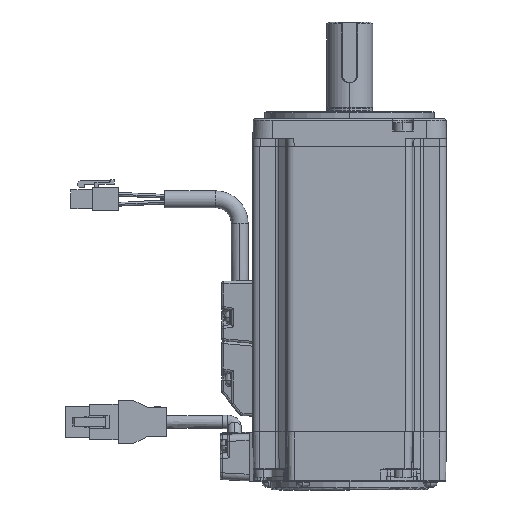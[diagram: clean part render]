
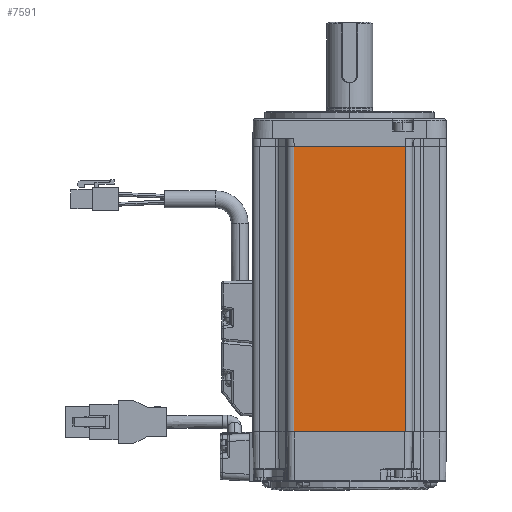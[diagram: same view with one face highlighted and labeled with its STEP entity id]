
A CAD part, left-side view. The second image highlights one B-rep face of the part: STEP entity #7591.
In plain terms, the highlighted planar face has unit normal (-1, 0, 0).
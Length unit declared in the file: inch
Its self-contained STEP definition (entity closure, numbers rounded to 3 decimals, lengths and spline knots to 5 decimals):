
#1232 = B_SPLINE_CURVE_WITH_KNOTS ( 'NONE', 3,
 ( #18038, #17668, #36989, #3556 ),
 .UNSPECIFIED., .F., .F.,
 ( 4, 4 ),
 ( 0., 1. ),
 .UNSPECIFIED. ) ;
#1582 = EDGE_CURVE ( 'NONE', #26874, #5990, #6882, .T. ) ;
#1842 = CARTESIAN_POINT ( 'NONE',  ( -1.5748, 0.90305, 4.63386 ) ) ;
#1934 = EDGE_CURVE ( 'NONE', #33245, #30103, #27167, .T. ) ;
#2523 = VECTOR ( 'NONE', #24332, 39.37008 ) ;
#3089 = EDGE_CURVE ( 'NONE', #7845, #30103, #33968, .T. ) ;
#3556 = CARTESIAN_POINT ( 'NONE',  ( -1.5748, 0.90312, 4.63386 ) ) ;
#3663 = VERTEX_POINT ( 'NONE', #5425 ) ;
#3792 = FACE_OUTER_BOUND ( 'NONE', #18974, .T. ) ;
#4173 = DIRECTION ( 'NONE',  ( -1., 0., 0. ) ) ;
#4190 = ORIENTED_EDGE ( 'NONE', *, *, #3089, .F. ) ;
#4667 = CARTESIAN_POINT ( 'NONE',  ( -1.5748, 0.90312, 4.63386 ) ) ;
#5425 = CARTESIAN_POINT ( 'NONE',  ( -1.5748, 0.90551, 0. ) ) ;
#5678 = CARTESIAN_POINT ( 'NONE',  ( -1.5748, 0., 0. ) ) ;
#5772 = CARTESIAN_POINT ( 'NONE',  ( -1.5748, -0.90312, 4.63386 ) ) ;
#5990 = VERTEX_POINT ( 'NONE', #26944 ) ;
#6033 = ORIENTED_EDGE ( 'NONE', *, *, #14714, .T. ) ;
#6609 = B_SPLINE_CURVE_WITH_KNOTS ( 'NONE', 3,
 ( #14404, #20239, #29109, #5772 ),
 .UNSPECIFIED., .F., .F.,
 ( 4, 4 ),
 ( 0., 1. ),
 .UNSPECIFIED. ) ;
#6626 = CARTESIAN_POINT ( 'NONE',  ( -1.5748, 1.02362, 0. ) ) ;
#6748 = CARTESIAN_POINT ( 'NONE',  ( -1.5748, 0.9031, 4.63386 ) ) ;
#6882 = LINE ( 'NONE', #29669, #23533 ) ;
#7591 = ADVANCED_FACE ( 'NONE', ( #3792 ), #29967, .T. ) ;
#7845 = VERTEX_POINT ( 'NONE', #34857 ) ;
#8041 = EDGE_CURVE ( 'NONE', #3663, #26874, #35981, .T. ) ;
#8732 = AXIS2_PLACEMENT_3D ( 'NONE', #6626, #4173, #10002 ) ;
#8912 = ORIENTED_EDGE ( 'NONE', *, *, #36204, .F. ) ;
#9166 = CARTESIAN_POINT ( 'NONE',  ( -1.5748, 0.90312, 4.63386 ) ) ;
#9479 = EDGE_CURVE ( 'NONE', #28973, #22523, #13293, .T. ) ;
#10002 = DIRECTION ( 'NONE',  ( 0., 0., 1. ) ) ;
#10476 = DIRECTION ( 'NONE',  ( 0., 1., 0. ) ) ;
#10933 = CARTESIAN_POINT ( 'NONE',  ( -1.5748, 0.89811, 0. ) ) ;
#11069 = ORIENTED_EDGE ( 'NONE', *, *, #1582, .T. ) ;
#11381 = CARTESIAN_POINT ( 'NONE',  ( -1.57479, 0.90551, 4.63386 ) ) ;
#11509 = EDGE_CURVE ( 'NONE', #5990, #33245, #28655, .T. ) ;
#12841 = CARTESIAN_POINT ( 'NONE',  ( -1.5748, -0.90551, 0. ) ) ;
#12966 = DIRECTION ( 'NONE',  ( 0., -1., 0. ) ) ;
#13293 = LINE ( 'NONE', #19486, #26855 ) ;
#14404 = CARTESIAN_POINT ( 'NONE',  ( -1.5748, -0.90305, 4.63386 ) ) ;
#14633 = ORIENTED_EDGE ( 'NONE', *, *, #1934, .T. ) ;
#14714 = EDGE_CURVE ( 'NONE', #33849, #3663, #35921, .T. ) ;
#15259 = EDGE_CURVE ( 'NONE', #33849, #25953, #1232, .T. ) ;
#15807 = CARTESIAN_POINT ( 'NONE',  ( -1.57479, -0.90472, 4.63386 ) ) ;
#17668 = CARTESIAN_POINT ( 'NONE',  ( -1.57479, 0.90472, 4.63386 ) ) ;
#18038 = CARTESIAN_POINT ( 'NONE',  ( -1.57479, 0.90551, 4.63386 ) ) ;
#18801 = ORIENTED_EDGE ( 'NONE', *, *, #27415, .F. ) ;
#18974 = EDGE_LOOP ( 'NONE', ( #34725, #11069, #29420, #14633, #4190, #18801, #35468, #8912, #27205, #6033 ) ) ;
#19486 = CARTESIAN_POINT ( 'NONE',  ( -1.5748, 1.02362, 4.63386 ) ) ;
#19961 = B_SPLINE_CURVE_WITH_KNOTS ( 'NONE', 3,
 ( #4667, #6748, #33494, #1842 ),
 .UNSPECIFIED., .F., .F.,
 ( 4, 4 ),
 ( 0., 1. ),
 .UNSPECIFIED. ) ;
#20146 = DIRECTION ( 'NONE',  ( 0., -1., 0. ) ) ;
#20239 = CARTESIAN_POINT ( 'NONE',  ( -1.5748, -0.90308, 4.63386 ) ) ;
#20809 = DIRECTION ( 'NONE',  ( 0., 0., -1. ) ) ;
#21266 = CARTESIAN_POINT ( 'NONE',  ( -1.5748, -0.90392, 4.63386 ) ) ;
#22523 = VERTEX_POINT ( 'NONE', #25364 ) ;
#23132 = VECTOR ( 'NONE', #12966, 39.37008 ) ;
#23533 = VECTOR ( 'NONE', #26843, 39.37008 ) ;
#23830 = CARTESIAN_POINT ( 'NONE',  ( -1.5748, 0.90551, 0. ) ) ;
#24254 = CARTESIAN_POINT ( 'NONE',  ( -1.5748, -0.90551, 0. ) ) ;
#24332 = DIRECTION ( 'NONE',  ( 0., 0., 1. ) ) ;
#25364 = CARTESIAN_POINT ( 'NONE',  ( -1.5748, 0.90305, 4.63386 ) ) ;
#25953 = VERTEX_POINT ( 'NONE', #9166 ) ;
#26320 = VECTOR ( 'NONE', #20146, 39.37008 ) ;
#26843 = DIRECTION ( 'NONE',  ( 0., -1., 0. ) ) ;
#26855 = VECTOR ( 'NONE', #10476, 39.37008 ) ;
#26874 = VERTEX_POINT ( 'NONE', #10933 ) ;
#26944 = CARTESIAN_POINT ( 'NONE',  ( -1.5748, -0.89811, 0. ) ) ;
#27167 = LINE ( 'NONE', #12841, #2523 ) ;
#27205 = ORIENTED_EDGE ( 'NONE', *, *, #15259, .F. ) ;
#27415 = EDGE_CURVE ( 'NONE', #28973, #7845, #6609, .T. ) ;
#27662 = CARTESIAN_POINT ( 'NONE',  ( -1.5748, 1.02362, 0. ) ) ;
#28461 = CARTESIAN_POINT ( 'NONE',  ( -1.57479, -0.90551, 4.63386 ) ) ;
#28655 = LINE ( 'NONE', #5678, #26320 ) ;
#28973 = VERTEX_POINT ( 'NONE', #31270 ) ;
#29109 = CARTESIAN_POINT ( 'NONE',  ( -1.5748, -0.9031, 4.63386 ) ) ;
#29420 = ORIENTED_EDGE ( 'NONE', *, *, #11509, .T. ) ;
#29669 = CARTESIAN_POINT ( 'NONE',  ( -1.5748, 1.02362, 0. ) ) ;
#29967 = PLANE ( 'NONE',  #8732 ) ;
#30103 = VERTEX_POINT ( 'NONE', #28461 ) ;
#30322 = CARTESIAN_POINT ( 'NONE',  ( -1.5748, -0.90312, 4.63386 ) ) ;
#30899 = VECTOR ( 'NONE', #20809, 39.37008 ) ;
#31270 = CARTESIAN_POINT ( 'NONE',  ( -1.5748, -0.90305, 4.63386 ) ) ;
#32981 = CARTESIAN_POINT ( 'NONE',  ( -1.57479, -0.90551, 4.63386 ) ) ;
#33245 = VERTEX_POINT ( 'NONE', #24254 ) ;
#33494 = CARTESIAN_POINT ( 'NONE',  ( -1.5748, 0.90308, 4.63386 ) ) ;
#33849 = VERTEX_POINT ( 'NONE', #11381 ) ;
#33968 = B_SPLINE_CURVE_WITH_KNOTS ( 'NONE', 3,
 ( #30322, #21266, #15807, #32981 ),
 .UNSPECIFIED., .F., .F.,
 ( 4, 4 ),
 ( 0., 1. ),
 .UNSPECIFIED. ) ;
#34725 = ORIENTED_EDGE ( 'NONE', *, *, #8041, .T. ) ;
#34857 = CARTESIAN_POINT ( 'NONE',  ( -1.5748, -0.90312, 4.63386 ) ) ;
#35468 = ORIENTED_EDGE ( 'NONE', *, *, #9479, .T. ) ;
#35921 = LINE ( 'NONE', #23830, #30899 ) ;
#35981 = LINE ( 'NONE', #27662, #23132 ) ;
#36204 = EDGE_CURVE ( 'NONE', #25953, #22523, #19961, .T. ) ;
#36989 = CARTESIAN_POINT ( 'NONE',  ( -1.5748, 0.90392, 4.63386 ) ) ;
